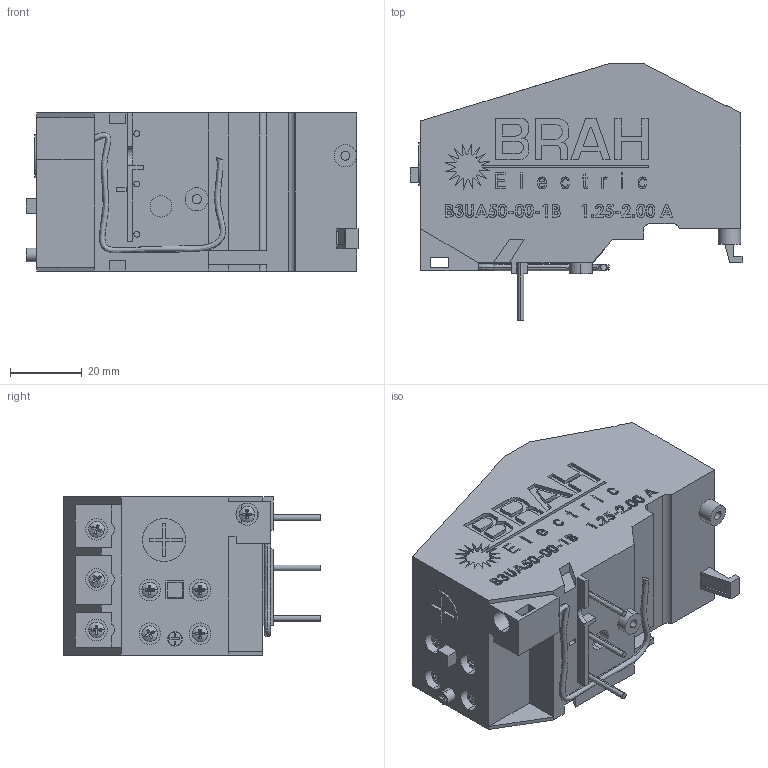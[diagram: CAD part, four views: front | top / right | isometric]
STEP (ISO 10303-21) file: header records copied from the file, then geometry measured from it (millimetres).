
FILE_DESCRIPTION (( 'STEP AP214' ), '1' );
FILE_NAME ('B3UA50-00-1B.STEP', '2014-02-25T07:18:43', ( '' ), ( '' ), 'SwSTEP 2.0', 'SolidWorks 2013', '' );
FILE_SCHEMA (( 'AUTOMOTIVE_DESIGN' ));
Length unit declared in the file: millimetre
Products named in the file (5): oval head_ai_CR-OHMS 0.086-56x0.125x0.125-N; B3UA50-00-1B; Part5^B3UA50-00-1B; Part4^B3UA50-00-1B
Assembly tree (10 placements, depth 2):
  B3UA50-00-1B
    B3UA50-00-1B
    oval head_ai_CR-OHMS 0.086-56x0.125x0.125-N  x8
    Part5^B3UA50-00-1B
  Part4^B3UA50-00-1B
Bounding box: 92.4 x 71.5 x 44 mm (x, y, z)
Volume: 153846.1 mm3; surface area: 28778.3 mm2
Topology: 10 solids, 10 shells, 941 faces, 2404 edges, 1569 vertices
Faces by surface type: plane 653, bspline 158, cylinder 98, cone 16, sphere 16
Entity records: 34003 total; most frequent: CARTESIAN_POINT 14940, ORIENTED_EDGE 4192, DIRECTION 3289, EDGE_CURVE 2096, LINE 1585, VECTOR 1585, VERTEX_POINT 1387, EDGE_LOOP 891
